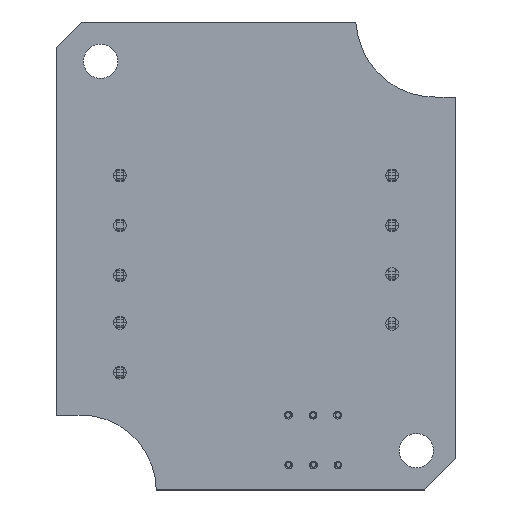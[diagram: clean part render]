
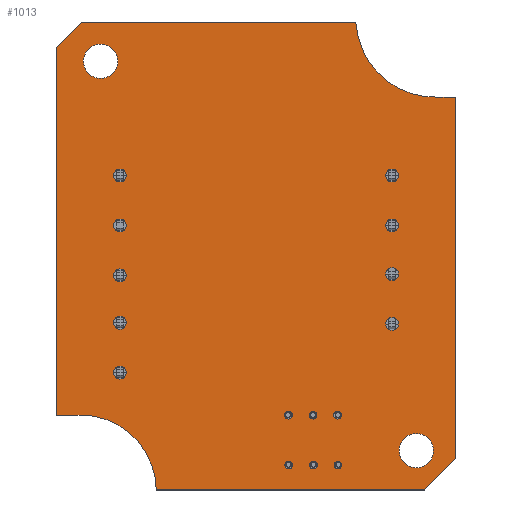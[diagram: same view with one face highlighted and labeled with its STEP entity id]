
A CAD part, top view. The second image highlights one B-rep face of the part: STEP entity #1013.
In plain terms, the highlighted planar face has unit normal (0, 0, 1).
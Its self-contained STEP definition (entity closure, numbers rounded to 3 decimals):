
#76 = VERTEX_POINT('',#77);
#77 = CARTESIAN_POINT('',(57.663,34.28,1.691));
#83 = EDGE_CURVE('',#76,#84,#86,.T.);
#84 = VERTEX_POINT('',#85);
#85 = CARTESIAN_POINT('',(60.066,34.28,1.691));
#86 = LINE('',#87,#88);
#87 = CARTESIAN_POINT('',(57.663,34.28,1.691));
#88 = VECTOR('',#89,1.);
#89 = DIRECTION('',(1.,0.,0.));
#114 = EDGE_CURVE('',#84,#115,#117,.T.);
#115 = VERTEX_POINT('',#116);
#116 = CARTESIAN_POINT('',(67.823,26.66,1.691));
#117 = CIRCLE('',#118,7.689);
#118 = AXIS2_PLACEMENT_3D('',#119,#120,#121);
#119 = CARTESIAN_POINT('',(60.134,26.591,1.691));
#120 = DIRECTION('',(0.,0.,-1.));
#121 = DIRECTION('',(-0.009,1.,0.));
#147 = EDGE_CURVE('',#115,#148,#150,.T.);
#148 = VERTEX_POINT('',#149);
#149 = CARTESIAN_POINT('',(95.123,26.66,1.691));
#150 = LINE('',#151,#152);
#151 = CARTESIAN_POINT('',(67.823,26.66,1.691));
#152 = VECTOR('',#153,1.);
#153 = DIRECTION('',(1.,0.,0.));
#178 = EDGE_CURVE('',#148,#179,#181,.T.);
#179 = VERTEX_POINT('',#180);
#180 = CARTESIAN_POINT('',(98.298,29.835,1.691));
#181 = LINE('',#182,#183);
#182 = CARTESIAN_POINT('',(95.123,26.66,1.691));
#183 = VECTOR('',#184,1.);
#184 = DIRECTION('',(0.707,0.707,0.));
#209 = EDGE_CURVE('',#179,#210,#212,.T.);
#210 = VERTEX_POINT('',#211);
#211 = CARTESIAN_POINT('',(98.298,66.635,1.691));
#212 = LINE('',#213,#214);
#213 = CARTESIAN_POINT('',(98.298,29.835,1.691));
#214 = VECTOR('',#215,1.);
#215 = DIRECTION('',(0.,1.,0.));
#240 = EDGE_CURVE('',#210,#241,#243,.T.);
#241 = VERTEX_POINT('',#242);
#242 = CARTESIAN_POINT('',(96.672,66.635,1.691));
#243 = LINE('',#244,#245);
#244 = CARTESIAN_POINT('',(98.298,66.635,1.691));
#245 = VECTOR('',#246,1.);
#246 = DIRECTION('',(-1.,0.,0.));
#271 = EDGE_CURVE('',#241,#272,#274,.T.);
#272 = VERTEX_POINT('',#273);
#273 = CARTESIAN_POINT('',(88.133,74.285,1.691));
#274 = CIRCLE('',#275,8.107);
#275 = AXIS2_PLACEMENT_3D('',#276,#277,#278);
#276 = CARTESIAN_POINT('',(96.227,74.729,1.691));
#277 = DIRECTION('',(0.,0.,-1.));
#278 = DIRECTION('',(0.055,-0.998,0.));
#304 = EDGE_CURVE('',#272,#305,#307,.T.);
#305 = VERTEX_POINT('',#306);
#306 = CARTESIAN_POINT('',(60.208,74.285,1.691));
#307 = LINE('',#308,#309);
#308 = CARTESIAN_POINT('',(88.133,74.285,1.691));
#309 = VECTOR('',#310,1.);
#310 = DIRECTION('',(-1.,0.,0.));
#335 = EDGE_CURVE('',#305,#336,#338,.T.);
#336 = VERTEX_POINT('',#337);
#337 = CARTESIAN_POINT('',(57.663,71.74,1.691));
#338 = LINE('',#339,#340);
#339 = CARTESIAN_POINT('',(60.208,74.285,1.691));
#340 = VECTOR('',#341,1.);
#341 = DIRECTION('',(-0.707,-0.707,0.));
#366 = EDGE_CURVE('',#336,#76,#367,.T.);
#367 = LINE('',#368,#369);
#368 = CARTESIAN_POINT('',(57.663,71.74,1.691));
#369 = VECTOR('',#370,1.);
#370 = DIRECTION('',(0.,-1.,0.));
#390 = VERTEX_POINT('',#391);
#391 = CARTESIAN_POINT('',(64.78,38.598,1.691));
#397 = EDGE_CURVE('',#390,#390,#398,.T.);
#398 = CIRCLE('',#399,0.65);
#399 = AXIS2_PLACEMENT_3D('',#400,#401,#402);
#400 = CARTESIAN_POINT('',(64.13,38.598,1.691));
#401 = DIRECTION('',(0.,0.,1.));
#402 = DIRECTION('',(1.,0.,-0.));
#423 = VERTEX_POINT('',#424);
#424 = CARTESIAN_POINT('',(64.78,43.678,1.691));
#430 = EDGE_CURVE('',#423,#423,#431,.T.);
#431 = CIRCLE('',#432,0.65);
#432 = AXIS2_PLACEMENT_3D('',#433,#434,#435);
#433 = CARTESIAN_POINT('',(64.13,43.678,1.691));
#434 = DIRECTION('',(0.,0.,1.));
#435 = DIRECTION('',(1.,0.,-0.));
#456 = VERTEX_POINT('',#457);
#457 = CARTESIAN_POINT('',(81.715,29.2,1.691));
#463 = EDGE_CURVE('',#456,#456,#464,.T.);
#464 = CIRCLE('',#465,0.4);
#465 = AXIS2_PLACEMENT_3D('',#466,#467,#468);
#466 = CARTESIAN_POINT('',(81.315,29.2,1.691));
#467 = DIRECTION('',(0.,0.,1.));
#468 = DIRECTION('',(1.,0.,-0.));
#489 = VERTEX_POINT('',#490);
#490 = CARTESIAN_POINT('',(81.675,34.28,1.691));
#496 = EDGE_CURVE('',#489,#489,#497,.T.);
#497 = CIRCLE('',#498,0.4);
#498 = AXIS2_PLACEMENT_3D('',#499,#500,#501);
#499 = CARTESIAN_POINT('',(81.275,34.28,1.691));
#500 = DIRECTION('',(0.,0.,1.));
#501 = DIRECTION('',(1.,0.,-0.));
#522 = VERTEX_POINT('',#523);
#523 = CARTESIAN_POINT('',(64.78,58.664,1.691));
#529 = EDGE_CURVE('',#522,#522,#530,.T.);
#530 = CIRCLE('',#531,0.65);
#531 = AXIS2_PLACEMENT_3D('',#532,#533,#534);
#532 = CARTESIAN_POINT('',(64.13,58.664,1.691));
#533 = DIRECTION('',(0.,0.,1.));
#534 = DIRECTION('',(1.,0.,-0.));
#555 = VERTEX_POINT('',#556);
#556 = CARTESIAN_POINT('',(63.903,70.285,1.691));
#562 = EDGE_CURVE('',#555,#555,#563,.T.);
#563 = CIRCLE('',#564,1.75);
#564 = AXIS2_PLACEMENT_3D('',#565,#566,#567);
#565 = CARTESIAN_POINT('',(62.153,70.285,1.691));
#566 = DIRECTION('',(0.,0.,1.));
#567 = DIRECTION('',(1.,0.,-0.));
#588 = VERTEX_POINT('',#589);
#589 = CARTESIAN_POINT('',(64.78,48.504,1.691));
#595 = EDGE_CURVE('',#588,#588,#596,.T.);
#596 = CIRCLE('',#597,0.65);
#597 = AXIS2_PLACEMENT_3D('',#598,#599,#600);
#598 = CARTESIAN_POINT('',(64.13,48.504,1.691));
#599 = DIRECTION('',(0.,0.,1.));
#600 = DIRECTION('',(1.,0.,-0.));
#621 = VERTEX_POINT('',#622);
#622 = CARTESIAN_POINT('',(64.78,53.584,1.691));
#628 = EDGE_CURVE('',#621,#621,#629,.T.);
#629 = CIRCLE('',#630,0.65);
#630 = AXIS2_PLACEMENT_3D('',#631,#632,#633);
#631 = CARTESIAN_POINT('',(64.13,53.584,1.691));
#632 = DIRECTION('',(0.,0.,1.));
#633 = DIRECTION('',(1.,0.,-0.));
#654 = VERTEX_POINT('',#655);
#655 = CARTESIAN_POINT('',(84.215,29.2,1.691));
#661 = EDGE_CURVE('',#654,#654,#662,.T.);
#662 = CIRCLE('',#663,0.4);
#663 = AXIS2_PLACEMENT_3D('',#664,#665,#666);
#664 = CARTESIAN_POINT('',(83.815,29.2,1.691));
#665 = DIRECTION('',(0.,0.,1.));
#666 = DIRECTION('',(1.,0.,-0.));
#687 = VERTEX_POINT('',#688);
#688 = CARTESIAN_POINT('',(86.675,34.28,1.691));
#694 = EDGE_CURVE('',#687,#687,#695,.T.);
#695 = CIRCLE('',#696,0.4);
#696 = AXIS2_PLACEMENT_3D('',#697,#698,#699);
#697 = CARTESIAN_POINT('',(86.275,34.28,1.691));
#698 = DIRECTION('',(0.,0.,1.));
#699 = DIRECTION('',(1.,0.,-0.));
#720 = VERTEX_POINT('',#721);
#721 = CARTESIAN_POINT('',(86.715,29.2,1.691));
#727 = EDGE_CURVE('',#720,#720,#728,.T.);
#728 = CIRCLE('',#729,0.4);
#729 = AXIS2_PLACEMENT_3D('',#730,#731,#732);
#730 = CARTESIAN_POINT('',(86.315,29.2,1.691));
#731 = DIRECTION('',(0.,0.,1.));
#732 = DIRECTION('',(1.,0.,-0.));
#753 = VERTEX_POINT('',#754);
#754 = CARTESIAN_POINT('',(96.043,30.66,1.691));
#760 = EDGE_CURVE('',#753,#753,#761,.T.);
#761 = CIRCLE('',#762,1.75);
#762 = AXIS2_PLACEMENT_3D('',#763,#764,#765);
#763 = CARTESIAN_POINT('',(94.293,30.66,1.691));
#764 = DIRECTION('',(0.,0.,1.));
#765 = DIRECTION('',(1.,0.,-0.));
#786 = VERTEX_POINT('',#787);
#787 = CARTESIAN_POINT('',(84.175,34.28,1.691));
#793 = EDGE_CURVE('',#786,#786,#794,.T.);
#794 = CIRCLE('',#795,0.4);
#795 = AXIS2_PLACEMENT_3D('',#796,#797,#798);
#796 = CARTESIAN_POINT('',(83.775,34.28,1.691));
#797 = DIRECTION('',(0.,0.,1.));
#798 = DIRECTION('',(1.,0.,-0.));
#819 = VERTEX_POINT('',#820);
#820 = CARTESIAN_POINT('',(92.466,43.551,1.691));
#826 = EDGE_CURVE('',#819,#819,#827,.T.);
#827 = CIRCLE('',#828,0.65);
#828 = AXIS2_PLACEMENT_3D('',#829,#830,#831);
#829 = CARTESIAN_POINT('',(91.816,43.551,1.691));
#830 = DIRECTION('',(0.,0.,1.));
#831 = DIRECTION('',(1.,0.,-0.));
#852 = VERTEX_POINT('',#853);
#853 = CARTESIAN_POINT('',(92.466,48.631,1.691));
#859 = EDGE_CURVE('',#852,#852,#860,.T.);
#860 = CIRCLE('',#861,0.65);
#861 = AXIS2_PLACEMENT_3D('',#862,#863,#864);
#862 = CARTESIAN_POINT('',(91.816,48.631,1.691));
#863 = DIRECTION('',(0.,0.,1.));
#864 = DIRECTION('',(1.,0.,-0.));
#885 = VERTEX_POINT('',#886);
#886 = CARTESIAN_POINT('',(92.466,58.664,1.691));
#892 = EDGE_CURVE('',#885,#885,#893,.T.);
#893 = CIRCLE('',#894,0.65);
#894 = AXIS2_PLACEMENT_3D('',#895,#896,#897);
#895 = CARTESIAN_POINT('',(91.816,58.664,1.691));
#896 = DIRECTION('',(0.,0.,1.));
#897 = DIRECTION('',(1.,0.,-0.));
#918 = VERTEX_POINT('',#919);
#919 = CARTESIAN_POINT('',(92.466,53.584,1.691));
#925 = EDGE_CURVE('',#918,#918,#926,.T.);
#926 = CIRCLE('',#927,0.65);
#927 = AXIS2_PLACEMENT_3D('',#928,#929,#930);
#928 = CARTESIAN_POINT('',(91.816,53.584,1.691));
#929 = DIRECTION('',(0.,0.,1.));
#930 = DIRECTION('',(1.,0.,-0.));
#1013 = ADVANCED_FACE('',(#1014,#1026,#1029,#1032,#1035,#1038,#1041,
    #1044,#1047,#1050,#1053,#1056,#1059,#1062,#1065,#1068,#1071,#1074),
  #1077,.T.);
#1014 = FACE_BOUND('',#1015,.T.);
#1015 = EDGE_LOOP('',(#1016,#1017,#1018,#1019,#1020,#1021,#1022,#1023,
    #1024,#1025));
#1016 = ORIENTED_EDGE('',*,*,#83,.T.);
#1017 = ORIENTED_EDGE('',*,*,#114,.T.);
#1018 = ORIENTED_EDGE('',*,*,#147,.T.);
#1019 = ORIENTED_EDGE('',*,*,#178,.T.);
#1020 = ORIENTED_EDGE('',*,*,#209,.T.);
#1021 = ORIENTED_EDGE('',*,*,#240,.T.);
#1022 = ORIENTED_EDGE('',*,*,#271,.T.);
#1023 = ORIENTED_EDGE('',*,*,#304,.T.);
#1024 = ORIENTED_EDGE('',*,*,#335,.T.);
#1025 = ORIENTED_EDGE('',*,*,#366,.T.);
#1026 = FACE_BOUND('',#1027,.T.);
#1027 = EDGE_LOOP('',(#1028));
#1028 = ORIENTED_EDGE('',*,*,#397,.F.);
#1029 = FACE_BOUND('',#1030,.T.);
#1030 = EDGE_LOOP('',(#1031));
#1031 = ORIENTED_EDGE('',*,*,#430,.F.);
#1032 = FACE_BOUND('',#1033,.T.);
#1033 = EDGE_LOOP('',(#1034));
#1034 = ORIENTED_EDGE('',*,*,#463,.F.);
#1035 = FACE_BOUND('',#1036,.T.);
#1036 = EDGE_LOOP('',(#1037));
#1037 = ORIENTED_EDGE('',*,*,#496,.F.);
#1038 = FACE_BOUND('',#1039,.T.);
#1039 = EDGE_LOOP('',(#1040));
#1040 = ORIENTED_EDGE('',*,*,#529,.F.);
#1041 = FACE_BOUND('',#1042,.T.);
#1042 = EDGE_LOOP('',(#1043));
#1043 = ORIENTED_EDGE('',*,*,#562,.F.);
#1044 = FACE_BOUND('',#1045,.T.);
#1045 = EDGE_LOOP('',(#1046));
#1046 = ORIENTED_EDGE('',*,*,#595,.F.);
#1047 = FACE_BOUND('',#1048,.T.);
#1048 = EDGE_LOOP('',(#1049));
#1049 = ORIENTED_EDGE('',*,*,#628,.F.);
#1050 = FACE_BOUND('',#1051,.T.);
#1051 = EDGE_LOOP('',(#1052));
#1052 = ORIENTED_EDGE('',*,*,#661,.F.);
#1053 = FACE_BOUND('',#1054,.T.);
#1054 = EDGE_LOOP('',(#1055));
#1055 = ORIENTED_EDGE('',*,*,#694,.F.);
#1056 = FACE_BOUND('',#1057,.T.);
#1057 = EDGE_LOOP('',(#1058));
#1058 = ORIENTED_EDGE('',*,*,#727,.F.);
#1059 = FACE_BOUND('',#1060,.T.);
#1060 = EDGE_LOOP('',(#1061));
#1061 = ORIENTED_EDGE('',*,*,#760,.F.);
#1062 = FACE_BOUND('',#1063,.T.);
#1063 = EDGE_LOOP('',(#1064));
#1064 = ORIENTED_EDGE('',*,*,#793,.F.);
#1065 = FACE_BOUND('',#1066,.T.);
#1066 = EDGE_LOOP('',(#1067));
#1067 = ORIENTED_EDGE('',*,*,#826,.F.);
#1068 = FACE_BOUND('',#1069,.T.);
#1069 = EDGE_LOOP('',(#1070));
#1070 = ORIENTED_EDGE('',*,*,#859,.F.);
#1071 = FACE_BOUND('',#1072,.T.);
#1072 = EDGE_LOOP('',(#1073));
#1073 = ORIENTED_EDGE('',*,*,#892,.F.);
#1074 = FACE_BOUND('',#1075,.T.);
#1075 = EDGE_LOOP('',(#1076));
#1076 = ORIENTED_EDGE('',*,*,#925,.F.);
#1077 = PLANE('',#1078);
#1078 = AXIS2_PLACEMENT_3D('',#1079,#1080,#1081);
#1079 = CARTESIAN_POINT('',(77.921,50.516,1.691)
  );
#1080 = DIRECTION('',(0.,0.,1.));
#1081 = DIRECTION('',(1.,0.,-0.));
